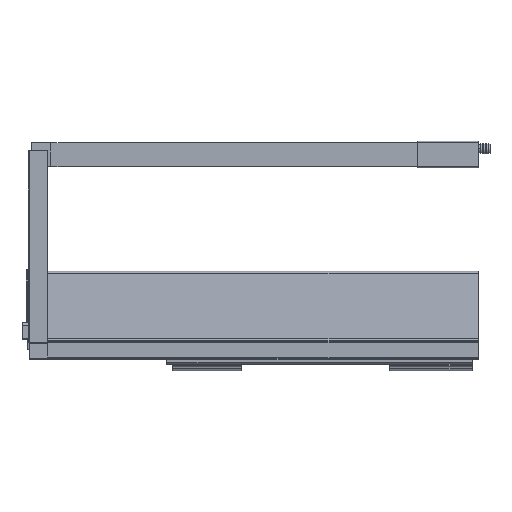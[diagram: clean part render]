
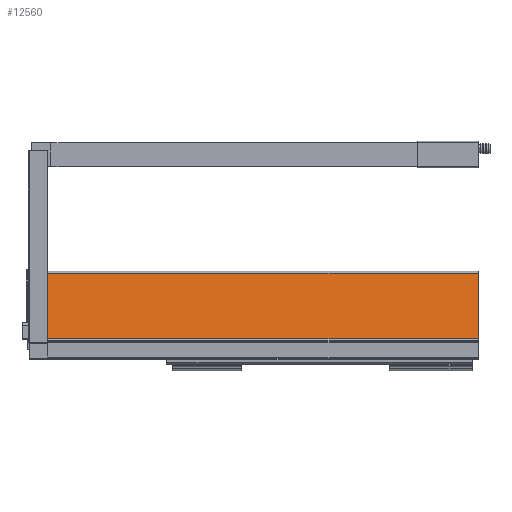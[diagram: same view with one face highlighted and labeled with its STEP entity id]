
A CAD part, top view. The second image highlights one B-rep face of the part: STEP entity #12560.
In plain terms, the highlighted planar face has unit normal (0, 0.139, 0.99).
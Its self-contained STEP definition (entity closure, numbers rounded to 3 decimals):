
#113 = CARTESIAN_POINT ( 'NONE',  ( -423.5, 10.222, 34.135 ) ) ;
#120 = LINE ( 'NONE', #4167, #10912 ) ;
#443 = CARTESIAN_POINT ( 'NONE',  ( -443., 75.024, 25.028 ) ) ;
#497 = CARTESIAN_POINT ( 'NONE',  ( 0., 75.024, 25.028 ) ) ;
#2392 = CARTESIAN_POINT ( 'NONE',  ( 0., 10.222, 34.135 ) ) ;
#2704 = FACE_OUTER_BOUND ( 'NONE', #9954, .T. ) ;
#2742 = VERTEX_POINT ( 'NONE', #113 ) ;
#2868 = VERTEX_POINT ( 'NONE', #497 ) ;
#3490 = LINE ( 'NONE', #8559, #7486 ) ;
#4167 = CARTESIAN_POINT ( 'NONE',  ( -443., 75.024, 25.028 ) ) ;
#4612 = ORIENTED_EDGE ( 'NONE', *, *, #9487, .F. ) ;
#4731 = LINE ( 'NONE', #8812, #6847 ) ;
#5448 = CARTESIAN_POINT ( 'NONE',  ( 0., 10.222, 34.135 ) ) ;
#6136 = CARTESIAN_POINT ( 'NONE',  ( -423.5, 75.024, 25.028 ) ) ;
#6242 = EDGE_CURVE ( 'NONE', #8861, #2868, #120, .T. ) ;
#6847 = VECTOR ( 'NONE', #11852, 1000. ) ;
#7049 = DIRECTION ( 'NONE',  ( 1., 0., 0. ) ) ;
#7486 = VECTOR ( 'NONE', #10606, 1000. ) ;
#7548 = LINE ( 'NONE', #2392, #10407 ) ;
#7709 = ORIENTED_EDGE ( 'NONE', *, *, #11624, .T. ) ;
#8369 = VERTEX_POINT ( 'NONE', #5448 ) ;
#8559 = CARTESIAN_POINT ( 'NONE',  ( -423.5, 75.024, 25.028 ) ) ;
#8812 = CARTESIAN_POINT ( 'NONE',  ( 0., 75.024, 25.028 ) ) ;
#8861 = VERTEX_POINT ( 'NONE', #6136 ) ;
#9487 = EDGE_CURVE ( 'NONE', #2868, #8369, #4731, .T. ) ;
#9636 = EDGE_CURVE ( 'NONE', #2742, #8861, #3490, .T. ) ;
#9747 = PLANE ( 'NONE',  #12330 ) ;
#9858 = ORIENTED_EDGE ( 'NONE', *, *, #9636, .F. ) ;
#9954 = EDGE_LOOP ( 'NONE', ( #9858, #7709, #4612, #11943 ) ) ;
#10407 = VECTOR ( 'NONE', #12587, 1000. ) ;
#10606 = DIRECTION ( 'NONE',  ( 0., 0.99, -0.139 ) ) ;
#10912 = VECTOR ( 'NONE', #7049, 1000. ) ;
#11624 = EDGE_CURVE ( 'NONE', #2742, #8369, #7548, .T. ) ;
#11669 = DIRECTION ( 'NONE',  ( 0., -0.99, 0.139 ) ) ;
#11852 = DIRECTION ( 'NONE',  ( 0., -0.99, 0.139 ) ) ;
#11943 = ORIENTED_EDGE ( 'NONE', *, *, #6242, .F. ) ;
#12330 = AXIS2_PLACEMENT_3D ( 'NONE', #443, #12626, #11669 ) ;
#12560 = ADVANCED_FACE ( 'NONE', ( #2704 ), #9747, .T. ) ;
#12587 = DIRECTION ( 'NONE',  ( 1., 0., 0. ) ) ;
#12626 = DIRECTION ( 'NONE',  ( 0., 0.139, 0.99 ) ) ;
